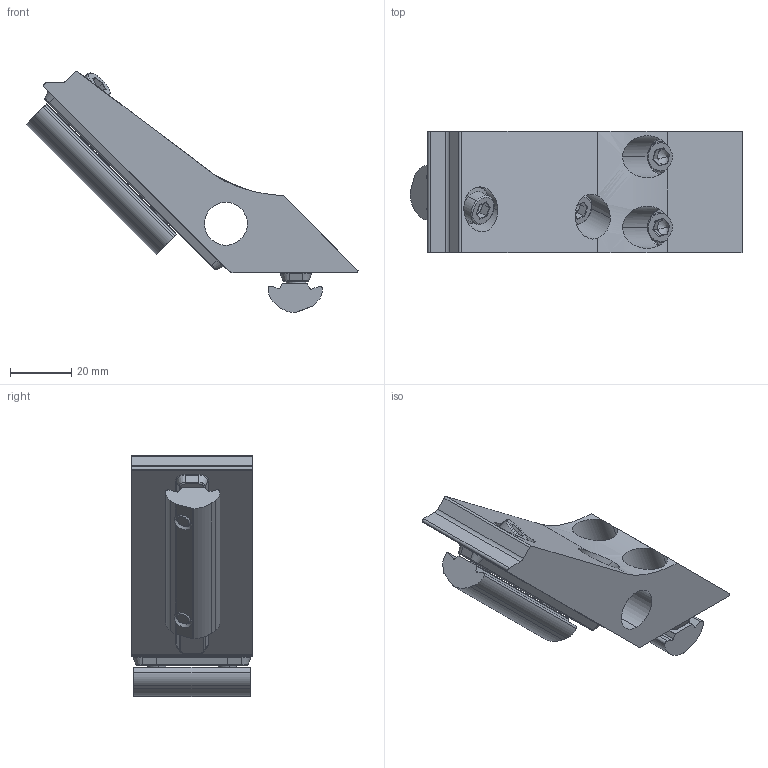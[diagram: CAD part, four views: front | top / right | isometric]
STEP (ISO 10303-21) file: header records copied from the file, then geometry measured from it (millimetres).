
FILE_DESCRIPTION (( 'STEP AP214' ), '1' );
FILE_NAME ('40mm 3-Way Recessed Corner Bracket Kit - Right (40C3W-0431-003-01).STEP', '2023-06-16T12:13:53', ( '' ), ( '' ), 'SwSTEP 2.0', 'SolidWorks 2020', '' );
FILE_SCHEMA (( 'AUTOMOTIVE_DESIGN' ));
Length unit declared in the file: millimetre
Products named in the file (1): 40mm 3-Way Recessed Corner Bracket Kit - Right (40C3W-0431-003-01)
Bounding box: 108.21 x 39.5 x 78.62 mm (x, y, z)
Volume: 79397.1 mm3; surface area: 27740.3 mm2
Topology: 7 solids, 7 shells, 301 faces, 720 edges, 436 vertices
Faces by surface type: cylinder 127, plane 85, cone 48, torus 40, bspline 1
Entity records: 12222 total; most frequent: CARTESIAN_POINT 1839, DIRECTION 1528, ORIENTED_EDGE 1424, EDGE_CURVE 712, AXIS2_PLACEMENT_3D 587, VERTEX_POINT 436, LINE 354, VECTOR 354
